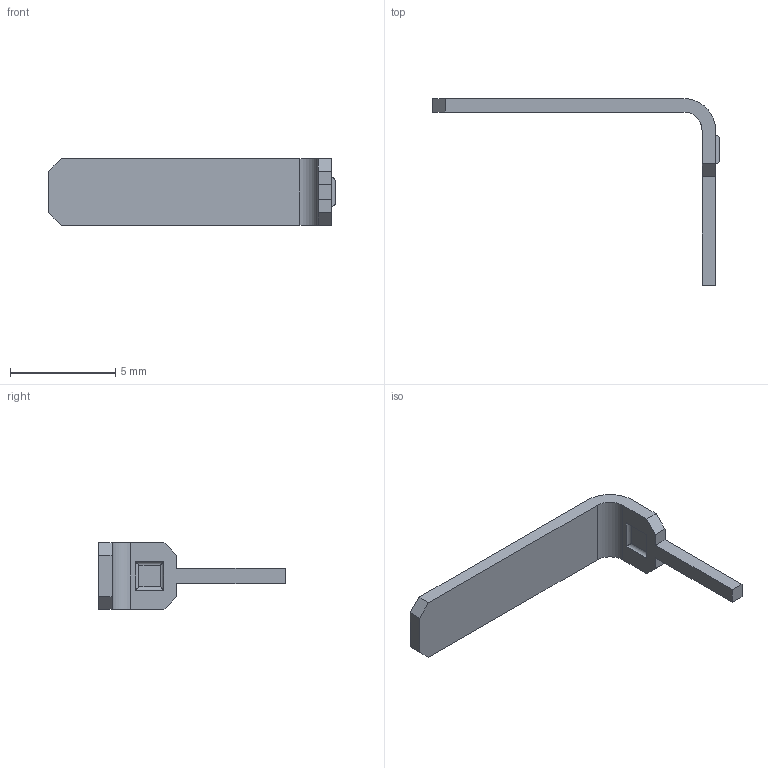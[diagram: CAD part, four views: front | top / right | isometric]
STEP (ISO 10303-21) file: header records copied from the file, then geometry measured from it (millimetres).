
FILE_DESCRIPTION (( 'STEP AP214' ), '1' );
FILE_NAME ('ABG-96-NEG.STEP', '2019-11-24T18:39:06', ( '' ), ( '' ), 'SwSTEP 2.0', 'SolidWorks 2016', '' );
FILE_SCHEMA (( 'AUTOMOTIVE_DESIGN' ));
Length unit declared in the file: millimetre
Products named in the file (1): ABG-96-NEG
Bounding box: 13.64 x 8.89 x 3.18 mm (x, y, z)
Volume: 34.6 mm3; surface area: 139.5 mm2
Topology: 1 solids, 1 shells, 28 faces, 72 edges, 48 vertices
Faces by surface type: plane 18, cylinder 10
Entity records: 874 total; most frequent: CARTESIAN_POINT 173, ORIENTED_EDGE 144, DIRECTION 126, EDGE_CURVE 72, VECTOR 60, LINE 60, VERTEX_POINT 48, AXIS2_PLACEMENT_3D 33
